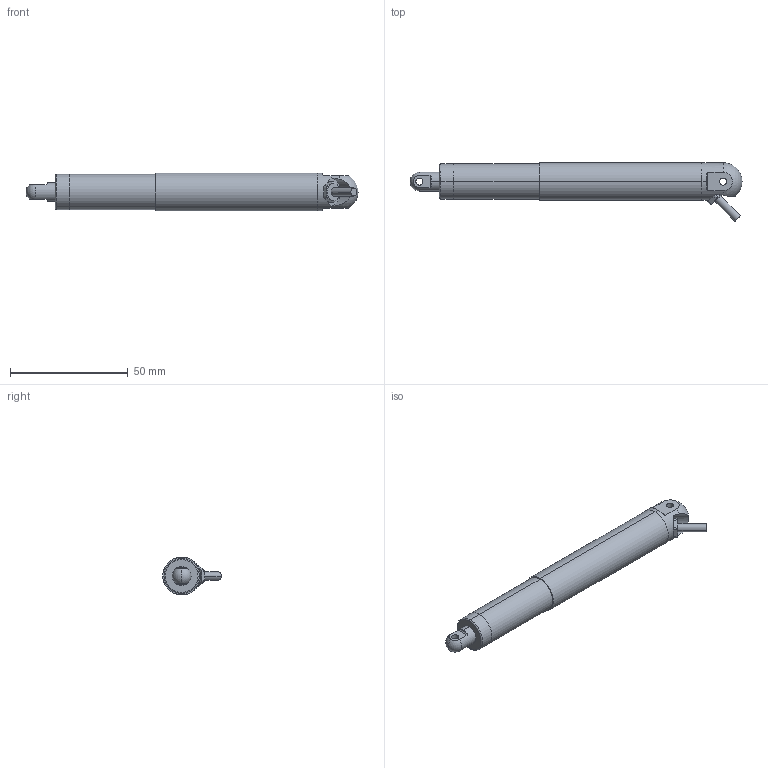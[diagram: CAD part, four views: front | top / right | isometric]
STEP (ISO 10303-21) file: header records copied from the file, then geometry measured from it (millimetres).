
FILE_DESCRIPTION (( 'STEP AP214' ), '1' );
FILE_NAME ('PA-ST5.STEP', '2025-05-15T17:33:35', ( '' ), ( '' ), 'SwSTEP 2.0', 'SolidWorks 2018', '' );
FILE_SCHEMA (( 'AUTOMOTIVE_DESIGN' ));
Length unit declared in the file: millimetre
Products named in the file (1): PA-ST5
Bounding box: 141 x 24.84 x 16 mm (x, y, z)
Volume: 24476.5 mm3; surface area: 8128.6 mm2
Topology: 3 solids, 3 shells, 61 faces, 158 edges, 102 vertices
Faces by surface type: cylinder 29, plane 24, sphere 4, cone 2, torus 2
Entity records: 2129 total; most frequent: CARTESIAN_POINT 599, DIRECTION 314, ORIENTED_EDGE 304, EDGE_CURVE 152, AXIS2_PLACEMENT_3D 129, VERTEX_POINT 100, EDGE_LOOP 70, CIRCLE 67
